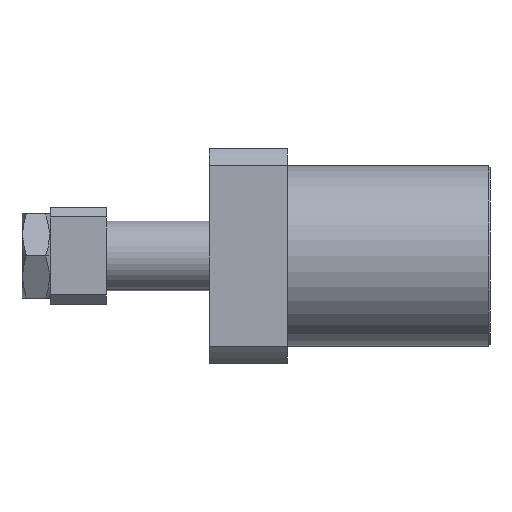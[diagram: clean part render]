
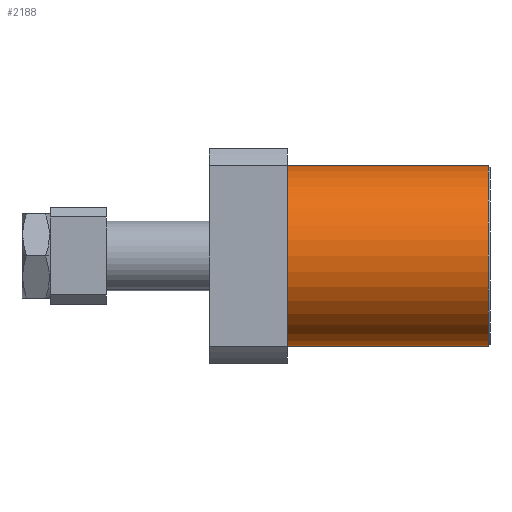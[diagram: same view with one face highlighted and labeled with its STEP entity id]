
A CAD part, left-side view. The second image highlights one B-rep face of the part: STEP entity #2188.
In plain terms, the highlighted cylindrical face has radius 29 mm (diameter 58 mm), a partial arc.
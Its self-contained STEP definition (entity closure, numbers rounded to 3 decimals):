
#90 = AXIS2_PLACEMENT_3D ( 'NONE', #5577, #5576, #5575 ) ;
#106 = AXIS2_PLACEMENT_3D ( 'NONE', #5691, #5690, #5689 ) ;
#206 = CYLINDRICAL_SURFACE ( 'NONE', #207, 29. ) ;
#207 = AXIS2_PLACEMENT_3D ( 'NONE', #4550, #4552, #4557 ) ;
#212 = FACE_OUTER_BOUND ( 'NONE', #3060, .T. ) ;
#1256 = VERTEX_POINT ( 'NONE', #1567 ) ;
#1368 = VERTEX_POINT ( 'NONE', #1531 ) ;
#1400 = VERTEX_POINT ( 'NONE', #1512 ) ;
#1401 = VERTEX_POINT ( 'NONE', #1511 ) ;
#1511 = CARTESIAN_POINT ( 'NONE',  ( 0., 65., -29. ) ) ;
#1512 = CARTESIAN_POINT ( 'NONE',  ( 0., 65., 29. ) ) ;
#1531 = CARTESIAN_POINT ( 'NONE',  ( 0., 0.5, 29. ) ) ;
#1567 = CARTESIAN_POINT ( 'NONE',  ( 0., 0.5, -29. ) ) ;
#2188 = ADVANCED_FACE ( 'NONE', ( #212 ), #206, .T. ) ;
#3060 = EDGE_LOOP ( 'NONE', ( #3366, #3365, #3364, #3363 ) ) ;
#3363 = ORIENTED_EDGE ( 'NONE', *, *, #3681, .T. ) ;
#3364 = ORIENTED_EDGE ( 'NONE', *, *, #3610, .T. ) ;
#3365 = ORIENTED_EDGE ( 'NONE', *, *, #3651, .F. ) ;
#3366 = ORIENTED_EDGE ( 'NONE', *, *, #3609, .F. ) ;
#3609 = EDGE_CURVE ( 'NONE', #1400, #1368, #5323, .T. ) ;
#3610 = EDGE_CURVE ( 'NONE', #1401, #1256, #5320, .T. ) ;
#3651 = EDGE_CURVE ( 'NONE', #1401, #1400, #5264, .T. ) ;
#3681 = EDGE_CURVE ( 'NONE', #1256, #1368, #5218, .T. ) ;
#4550 = CARTESIAN_POINT ( 'NONE',  ( 0., 65., 0. ) ) ;
#4552 = DIRECTION ( 'NONE',  ( 0., -1., 0. ) ) ;
#4557 = DIRECTION ( 'NONE',  ( 0., 0., -1. ) ) ;
#5218 = CIRCLE ( 'NONE', #90, 29. ) ;
#5264 = CIRCLE ( 'NONE', #106, 29. ) ;
#5317 = VECTOR ( 'NONE', #5360, 1000. ) ;
#5319 = VECTOR ( 'NONE', #5387, 1000. ) ;
#5320 = LINE ( 'NONE', #5363, #5317 ) ;
#5323 = LINE ( 'NONE', #5375, #5319 ) ;
#5360 = DIRECTION ( 'NONE',  ( 0., -1., 0. ) ) ;
#5363 = CARTESIAN_POINT ( 'NONE',  ( 0., 65., -29. ) ) ;
#5375 = CARTESIAN_POINT ( 'NONE',  ( 0., 65., 29. ) ) ;
#5387 = DIRECTION ( 'NONE',  ( 0., -1., 0. ) ) ;
#5575 = DIRECTION ( 'NONE',  ( 0., 0., 1. ) ) ;
#5576 = DIRECTION ( 'NONE',  ( 0., 1., 0. ) ) ;
#5577 = CARTESIAN_POINT ( 'NONE',  ( 0., 0.5, 0. ) ) ;
#5689 = DIRECTION ( 'NONE',  ( 0., 0., 1. ) ) ;
#5690 = DIRECTION ( 'NONE',  ( 0., 1., 0. ) ) ;
#5691 = CARTESIAN_POINT ( 'NONE',  ( 0., 65., 0. ) ) ;
